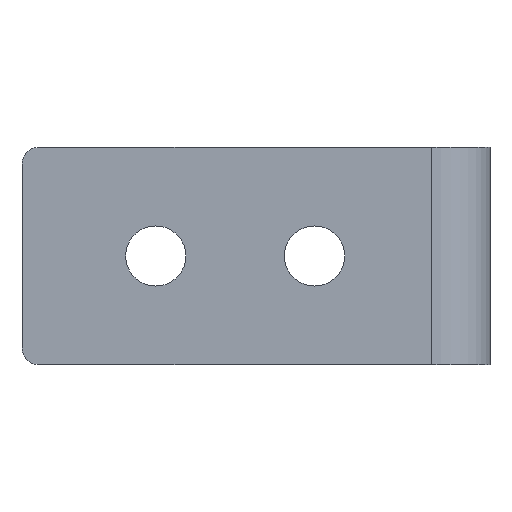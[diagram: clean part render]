
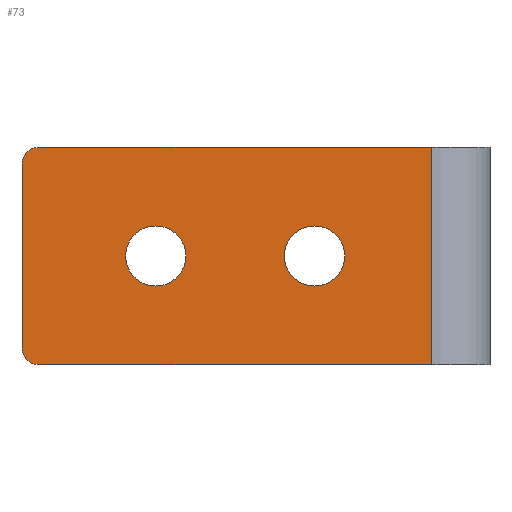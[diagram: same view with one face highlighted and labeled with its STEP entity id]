
A CAD part, front view. The second image highlights one B-rep face of the part: STEP entity #73.
In plain terms, the highlighted planar face has unit normal (0, -1, 0).
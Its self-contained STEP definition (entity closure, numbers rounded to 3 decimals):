
#73 = ADVANCED_FACE( '', ( #143, #144, #145 ), #146, .F. );
#143 = FACE_BOUND( '', #211, .T. );
#144 = FACE_BOUND( '', #212, .T. );
#145 = FACE_OUTER_BOUND( '', #213, .T. );
#146 = PLANE( '', #214 );
#211 = EDGE_LOOP( '', ( #298 ) );
#212 = EDGE_LOOP( '', ( #299 ) );
#213 = EDGE_LOOP( '', ( #300, #301, #302, #303, #304, #305 ) );
#214 = AXIS2_PLACEMENT_3D( '', #306, #307, #308 );
#298 = ORIENTED_EDGE( '', *, *, #424, .F. );
#299 = ORIENTED_EDGE( '', *, *, #425, .T. );
#300 = ORIENTED_EDGE( '', *, *, #410, .F. );
#301 = ORIENTED_EDGE( '', *, *, #426, .T. );
#302 = ORIENTED_EDGE( '', *, *, #427, .T. );
#303 = ORIENTED_EDGE( '', *, *, #396, .T. );
#304 = ORIENTED_EDGE( '', *, *, #428, .T. );
#305 = ORIENTED_EDGE( '', *, *, #429, .F. );
#306 = CARTESIAN_POINT( '', ( 0., 0., 6.5 ) );
#307 = DIRECTION( '', ( 0., 1., 0. ) );
#308 = DIRECTION( '', ( 0., 0., 1. ) );
#396 = EDGE_CURVE( '', #454, #451, #455, .F. );
#410 = EDGE_CURVE( '', #478, #480, #481, .T. );
#424 = EDGE_CURVE( '', #500, #500, #501, .F. );
#425 = EDGE_CURVE( '', #502, #502, #503, .T. );
#426 = EDGE_CURVE( '', #478, #504, #505, .F. );
#427 = EDGE_CURVE( '', #504, #454, #506, .T. );
#428 = EDGE_CURVE( '', #451, #507, #508, .T. );
#429 = EDGE_CURVE( '', #480, #507, #509, .T. );
#451 = VERTEX_POINT( '', #535 );
#454 = VERTEX_POINT( '', #539 );
#455 = CIRCLE( '', #540, 1. );
#478 = VERTEX_POINT( '', #571 );
#480 = VERTEX_POINT( '', #574 );
#481 = LINE( '', #575, #576 );
#500 = VERTEX_POINT( '', #599 );
#501 = CIRCLE( '', #600, 1.8 );
#502 = VERTEX_POINT( '', #601 );
#503 = CIRCLE( '', #602, 1.8 );
#504 = VERTEX_POINT( '', #603 );
#505 = CIRCLE( '', #604, 1. );
#506 = LINE( '', #605, #606 );
#507 = VERTEX_POINT( '', #607 );
#508 = LINE( '', #608, #609 );
#509 = LINE( '', #610, #611 );
#535 = CARTESIAN_POINT( '', ( 1., 0., -6.5 ) );
#539 = CARTESIAN_POINT( '', ( 0., 0., -5.5 ) );
#540 = AXIS2_PLACEMENT_3D( '', #643, #644, #645 );
#571 = CARTESIAN_POINT( '', ( 1., 0., 6.5 ) );
#574 = CARTESIAN_POINT( '', ( 24.5, 0., 6.5 ) );
#575 = CARTESIAN_POINT( '', ( 0., 0., 6.5 ) );
#576 = VECTOR( '', #661, 1000. );
#599 = CARTESIAN_POINT( '', ( 17.5, 0., 1.8 ) );
#600 = AXIS2_PLACEMENT_3D( '', #684, #685, #686 );
#601 = CARTESIAN_POINT( '', ( 9.8, 0., 0. ) );
#602 = AXIS2_PLACEMENT_3D( '', #687, #688, #689 );
#603 = CARTESIAN_POINT( '', ( 0., 0., 5.5 ) );
#604 = AXIS2_PLACEMENT_3D( '', #690, #691, #692 );
#605 = CARTESIAN_POINT( '', ( 0., 0., 6.5 ) );
#606 = VECTOR( '', #693, 1000. );
#607 = CARTESIAN_POINT( '', ( 24.5, 0., -6.5 ) );
#608 = CARTESIAN_POINT( '', ( 0., 0., -6.5 ) );
#609 = VECTOR( '', #694, 1000. );
#610 = CARTESIAN_POINT( '', ( 24.5, 0., 6.5 ) );
#611 = VECTOR( '', #695, 1000. );
#643 = CARTESIAN_POINT( '', ( 1., 0., -5.5 ) );
#644 = DIRECTION( '', ( 0., 1., 0. ) );
#645 = DIRECTION( '', ( 0., 0., 1. ) );
#661 = DIRECTION( '', ( 1., 0., 0. ) );
#684 = CARTESIAN_POINT( '', ( 17.5, 0., 0. ) );
#685 = DIRECTION( '', ( 0., 1., 0. ) );
#686 = DIRECTION( '', ( 0., 0., 1. ) );
#687 = CARTESIAN_POINT( '', ( 8., 0., 0. ) );
#688 = DIRECTION( '', ( 0., 1., 0. ) );
#689 = DIRECTION( '', ( 1., 0., 0. ) );
#690 = CARTESIAN_POINT( '', ( 1., 0., 5.5 ) );
#691 = DIRECTION( '', ( 0., 1., 0. ) );
#692 = DIRECTION( '', ( 0., 0., 1. ) );
#693 = DIRECTION( '', ( 0., 0., -1. ) );
#694 = DIRECTION( '', ( 1., 0., 0. ) );
#695 = DIRECTION( '', ( 0., 0., -1. ) );
